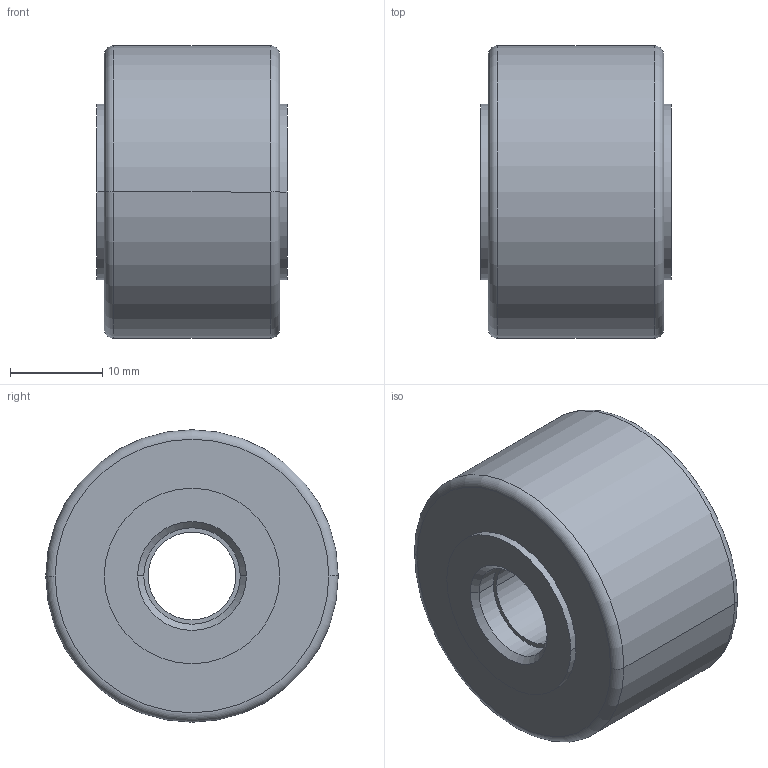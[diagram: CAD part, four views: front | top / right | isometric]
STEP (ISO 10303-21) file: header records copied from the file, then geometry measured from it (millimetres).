
FILE_DESCRIPTION(('starvars output'),'2;1');
FILE_NAME('TIN20350.stp','09:15:42 2014/10/22',( 'Thomas Industrial Network Germany GmbH'),( 'Thomas Industrial Network Germany GmbH'),'unknown preprocess','ACIS' ,'unknown authorization');
FILE_SCHEMA(('AUTOMOTIVE_DESIGN_CC2 {UNKNOWN IMPLEMENTATION LEVEL}'));
Length unit declared in the file: millimetre
Products named in the file (1): PRODUCT_ID_1
Bounding box: 20.64 x 31.75 x 31.75 mm (x, y, z)
Volume: 13747.2 mm3; surface area: 4087.9 mm2
Topology: 1 solids, 1 shells, 38 faces, 80 edges, 50 vertices
Faces by surface type: cylinder 20, plane 10, cone 4, torus 4
Entity records: 1311 total; most frequent: CARTESIAN_POINT 204, ORIENTED_EDGE 160, DIRECTION 130, EDGE_CURVE 80, AXIS2_PLACEMENT_3D 52, VERTEX_POINT 50, EDGE_LOOP 46, FACE_BOUND 46
